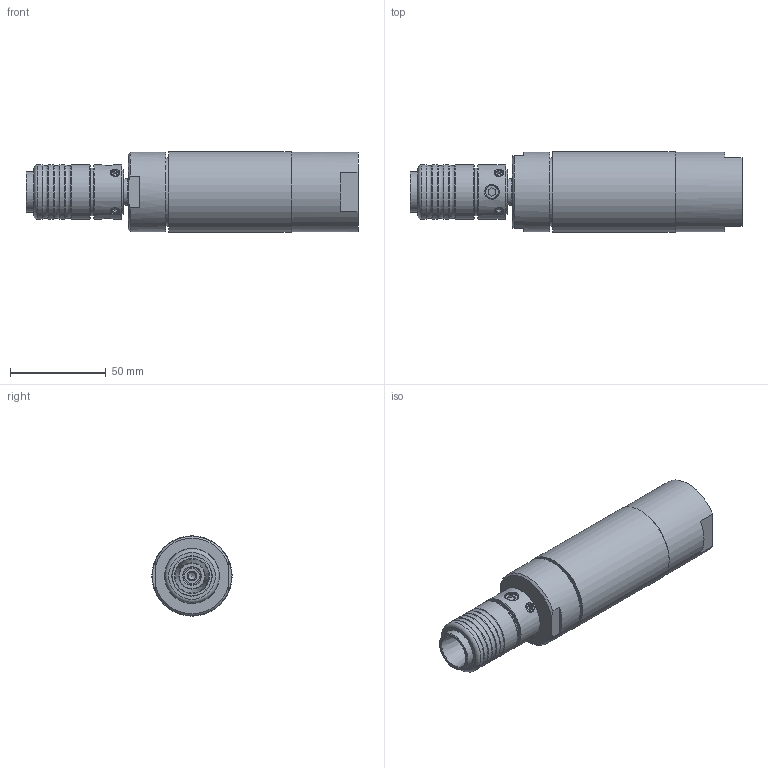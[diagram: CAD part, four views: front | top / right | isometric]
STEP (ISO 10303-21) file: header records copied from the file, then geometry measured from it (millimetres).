
FILE_DESCRIPTION(/* description */ (''),/* implementation_level */ '2;1');
FILE_NAME(/* name */ 'EBM 38-19000 WS_60051927.stp',/* time_stamp */ '2015-08-06T10:34:58+02:00',/* author */ ('tpeskos'),/* organization */ (''),/* preprocessor_version */ 'ST-DEVELOPER v15.2',/* originating_system */ 'Autodesk Inventor 2014',/* authorisation */ '');
FILE_SCHEMA (('CONFIG_CONTROL_DESIGN'));
Length unit declared in the file: millimetre
Products named in the file (1): Bauteil1
Bounding box: 173.5 x 42 x 42 mm (x, y, z)
Volume: 184132.9 mm3; surface area: 31669.7 mm2
Topology: 1 solids, 8 shells, 302 faces, 719 edges, 471 vertices
Faces by surface type: plane 165, cylinder 73, cone 31, bspline 17, torus 12, sphere 4
Full cylindrical faces by diameter (mm): 2.3 x1, 3.2 x2, 4 x1, 6 x1, 6.647 x2, 8 x1, 8.05 x1, 8.9 x1, 9 x1, 11.445 x3, 13.8 x1, 13.9 x1, 14 x2, 14.95 x1, 16 x1, 21 x2, 21.1 x2, 23 x1, 24.3 x1, 24.5 x1, 24.6 x1, 24.7 x1, 25 x1, 28.4 x4, 28.6 x1, 36 x1, 41.5 x2, 42 x1
Entity records: 9778 total; most frequent: CARTESIAN_POINT 3061, DIRECTION 1266, ORIENTED_EDGE 1200, EDGE_CURVE 596, AXIS2_PLACEMENT_3D 482, EDGE_LOOP 439, VERTEX_POINT 433, LINE 302
